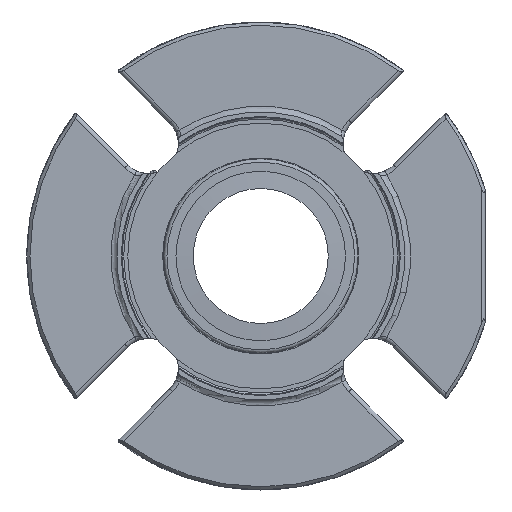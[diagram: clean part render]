
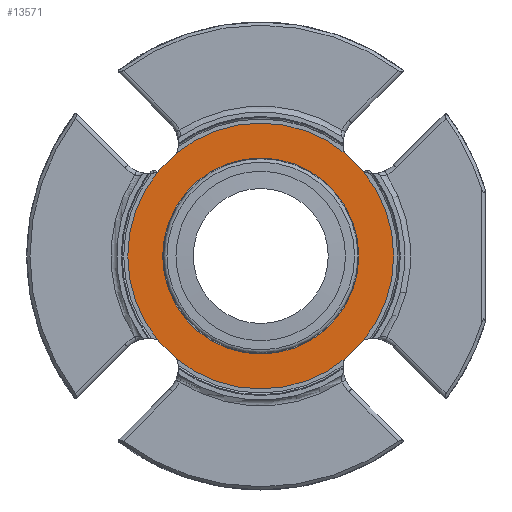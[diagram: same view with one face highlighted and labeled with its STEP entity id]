
A CAD part, left-side view. The second image highlights one B-rep face of the part: STEP entity #13571.
In plain terms, the highlighted planar face has unit normal (-1, 0, 0).
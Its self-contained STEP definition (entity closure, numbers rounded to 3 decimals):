
#1837=PLANE('',#14543);
#4625=ORIENTED_EDGE('',*,*,#6032,.T.);
#4626=ORIENTED_EDGE('',*,*,#6033,.F.);
#6032=EDGE_CURVE('',#6940,#6940,#7407,.T.);
#6033=EDGE_CURVE('',#6941,#6941,#7408,.F.);
#6940=VERTEX_POINT('',#24068);
#6941=VERTEX_POINT('',#24071);
#7407=CIRCLE('',#14542,31.5);
#7408=CIRCLE('',#14544,23.216);
#8070=EDGE_LOOP('',(#4625));
#8071=EDGE_LOOP('',(#4626));
#8750=FACE_BOUND('',#8070,.T.);
#8751=FACE_BOUND('',#8071,.T.);
#13571=ADVANCED_FACE('',(#8750,#8751),#1837,.F.);
#14542=AXIS2_PLACEMENT_3D('',#24067,#16982,#16983);
#14543=AXIS2_PLACEMENT_3D('',#24069,#16984,#16985);
#14544=AXIS2_PLACEMENT_3D('',#24070,#16986,#16987);
#16982=DIRECTION('',(-1.,0.,0.));
#16983=DIRECTION('',(0.,0.,-1.));
#16984=DIRECTION('',(1.,0.,0.));
#16985=DIRECTION('',(0.,0.,1.));
#16986=DIRECTION('',(1.,0.,0.));
#16987=DIRECTION('',(0.,1.,0.));
#24067=CARTESIAN_POINT('',(-0.508,0.,0.));
#24068=CARTESIAN_POINT('',(-0.508,0.,-31.5));
#24069=CARTESIAN_POINT('',(-0.508,0.,-31.5));
#24070=CARTESIAN_POINT('',(-0.508,0.,0.));
#24071=CARTESIAN_POINT('',(-0.508,23.216,0.));
